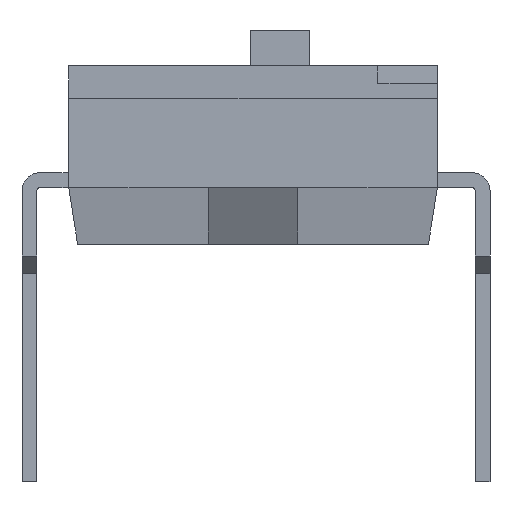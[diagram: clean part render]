
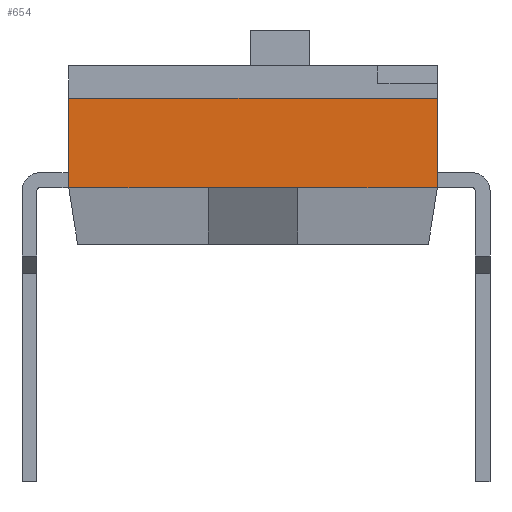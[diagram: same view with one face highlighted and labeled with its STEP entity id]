
A CAD part, left-side view. The second image highlights one B-rep face of the part: STEP entity #654.
In plain terms, the highlighted planar face has unit normal (-1, 0, 0).
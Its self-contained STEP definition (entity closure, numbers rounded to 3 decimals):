
#654 = ADVANCED_FACE( '', ( #1333 ), #1334, .F. );
#1333 = FACE_OUTER_BOUND( '', #2097, .T. );
#1334 = PLANE( '', #2098 );
#2097 = EDGE_LOOP( '', ( #3681, #3682, #3683, #3684, #3685, #3686 ) );
#2098 = AXIS2_PLACEMENT_3D( '', #3687, #3688, #3689 );
#3681 = ORIENTED_EDGE( '', *, *, #5379, .T. );
#3682 = ORIENTED_EDGE( '', *, *, #5300, .T. );
#3683 = ORIENTED_EDGE( '', *, *, #5380, .T. );
#3684 = ORIENTED_EDGE( '', *, *, #4995, .F. );
#3685 = ORIENTED_EDGE( '', *, *, #5381, .F. );
#3686 = ORIENTED_EDGE( '', *, *, #5203, .T. );
#3687 = CARTESIAN_POINT( '', ( -3.01, 3.1, 1.5 ) );
#3688 = DIRECTION( '', ( 1., 0., 0. ) );
#3689 = DIRECTION( '', ( 0., 0., -1. ) );
#4995 = EDGE_CURVE( '', #6032, #5709, #6034, .T. );
#5203 = EDGE_CURVE( '', #6369, #6273, #6370, .T. );
#5300 = EDGE_CURVE( '', #5997, #6505, #6507, .T. );
#5379 = EDGE_CURVE( '', #6273, #5997, #6617, .T. );
#5380 = EDGE_CURVE( '', #6505, #5709, #6618, .T. );
#5381 = EDGE_CURVE( '', #6369, #6032, #6619, .T. );
#5709 = VERTEX_POINT( '', #7021 );
#5997 = VERTEX_POINT( '', #7476 );
#6032 = VERTEX_POINT( '', #7532 );
#6034 = LINE( '', #7535, #7536 );
#6273 = VERTEX_POINT( '', #7984 );
#6369 = VERTEX_POINT( '', #8131 );
#6370 = LINE( '', #8132, #8133 );
#6505 = VERTEX_POINT( '', #8361 );
#6507 = LINE( '', #8364, #8365 );
#6617 = LINE( '', #8534, #8535 );
#6618 = LINE( '', #8536, #8537 );
#6619 = LINE( '', #8538, #8539 );
#7021 = CARTESIAN_POINT( '', ( -3.01, -3.1, 0. ) );
#7476 = CARTESIAN_POINT( '', ( -3.01, 0.75, 0. ) );
#7532 = CARTESIAN_POINT( '', ( -3.01, -3.1, 1.5 ) );
#7535 = CARTESIAN_POINT( '', ( -3.01, -3.1, 1.5 ) );
#7536 = VECTOR( '', #9207, 1000. );
#7984 = CARTESIAN_POINT( '', ( -3.01, 3.1, 0. ) );
#8131 = CARTESIAN_POINT( '', ( -3.01, 3.1, 1.5 ) );
#8132 = CARTESIAN_POINT( '', ( -3.01, 3.1, 1.5 ) );
#8133 = VECTOR( '', #9386, 1000. );
#8361 = CARTESIAN_POINT( '', ( -3.01, -0.75, 0. ) );
#8364 = CARTESIAN_POINT( '', ( -3.01, 0.75, 0. ) );
#8365 = VECTOR( '', #9477, 1000. );
#8534 = CARTESIAN_POINT( '', ( -3.01, 3.1, 0. ) );
#8535 = VECTOR( '', #9537, 1000. );
#8536 = CARTESIAN_POINT( '', ( -3.01, 3.1, 0. ) );
#8537 = VECTOR( '', #9538, 1000. );
#8538 = CARTESIAN_POINT( '', ( -3.01, 3.1, 1.5 ) );
#8539 = VECTOR( '', #9539, 1000. );
#9207 = DIRECTION( '', ( 0., 0., -1. ) );
#9386 = DIRECTION( '', ( 0., 0., -1. ) );
#9477 = DIRECTION( '', ( 0., -1., 0. ) );
#9537 = DIRECTION( '', ( 0., -1., 0. ) );
#9538 = DIRECTION( '', ( 0., -1., 0. ) );
#9539 = DIRECTION( '', ( 0., -1., 0. ) );
